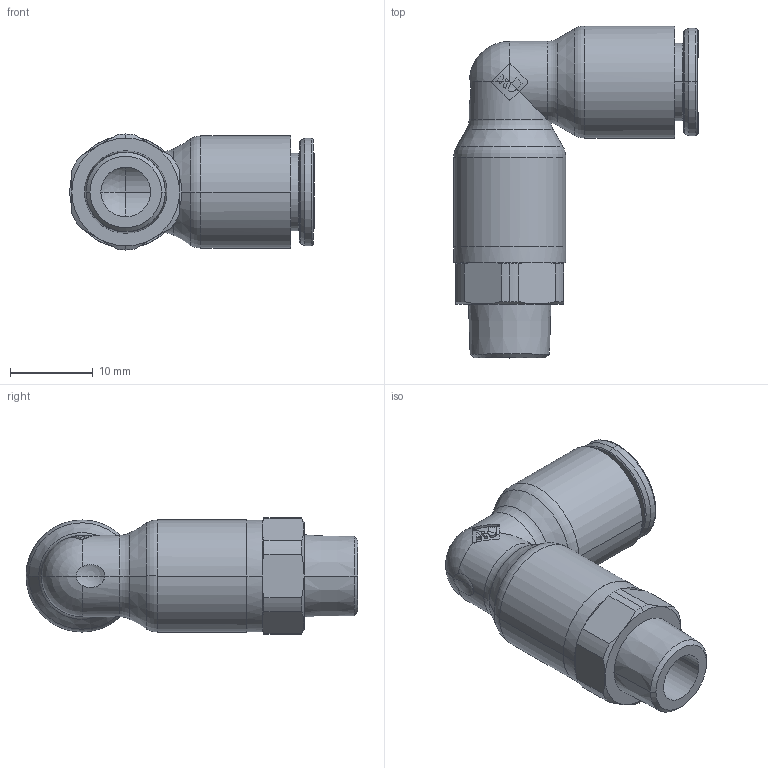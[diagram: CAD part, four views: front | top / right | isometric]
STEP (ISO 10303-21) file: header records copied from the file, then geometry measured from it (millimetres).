
FILE_DESCRIPTION(('STEP AP214'),'1');
FILE_NAME('6809_08_10.stp','2016-07-07T14:43:12',('TraceParts'),('TraceParts S.A.'),'Spatial InterOp 3D',' ',' ');
FILE_SCHEMA(('automotive_design'));
Length unit declared in the file: millimetre
Products named in the file (8): 6809 08 10|44508-02_AF0_1249#44508-02_AF0;Solide1; 6809 08 10|44108-32-99_AF0_1250#44108-32-99_AF0;Solide1; 6809 08 10|44108_AF0_1251#44108_AF0;Solide1; 6809 08 10|44108-30_AF0_1252#44108-30_AF0;Solide1; 6809 08 10|44108-11-10-ASM_1253#44108-11-10-ASM;Solide1; 6809 08 10|44108-41_AF0_1254#44108-41_AF0;Solide1; 6809 08 10|44330-16-69_1255#44330-16-69;Solide1; 6809 08 10|44108-11-10-ASM_1256#44108-11-10-ASM;Solide1
Bounding box: 29.51 x 40.06 x 14 mm (x, y, z)
Volume: 4082 mm3; surface area: 6538.1 mm2
Topology: 8 solids, 8 shells, 806 faces, 2104 edges, 1338 vertices
Faces by surface type: plane 414, cone 120, cylinder 118, torus 86, bspline 55, sphere 13
Entity records: 34324 total; most frequent: CARTESIAN_POINT 7910, ORIENTED_EDGE 4196, DIRECTION 4067, EDGE_CURVE 2098, AXIS2_PLACEMENT_3D 1391, VERTEX_POINT 1338, LINE 1285, VECTOR 1285
